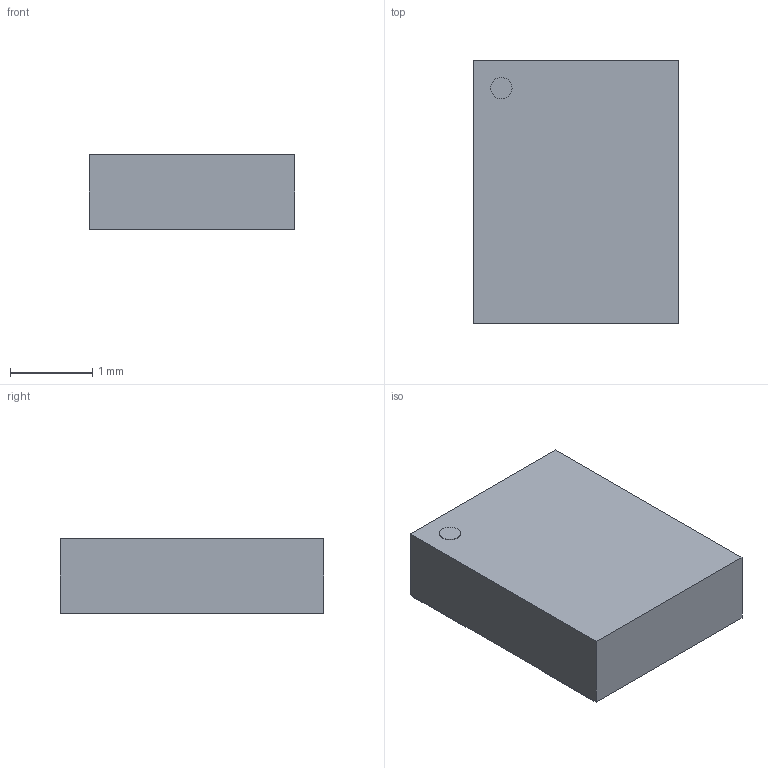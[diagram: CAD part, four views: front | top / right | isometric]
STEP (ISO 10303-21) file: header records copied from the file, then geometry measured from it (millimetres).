
FILE_DESCRIPTION(('FreeCAD Model'),'2;1');
FILE_NAME('Xtal-3_2x2_5.step', '2016-06-06T08:45:01',('Author'),(''), 'Open CASCADE STEP processor 6.8','FreeCAD','Unknown');
FILE_SCHEMA(('AUTOMOTIVE_DESIGN_CC2 { 1 2 10303 214 -1 1 5 4 }'));
Length unit declared in the file: inch
Products named in the file (7): ASSEMBLY; pad1; pad4; pad2; pad3; body; mark
Assembly tree (6 placements, depth 2):
  ASSEMBLY
    pad1
    pad4
    pad2
    pad3
    body
    mark
Bounding box: 2.5 x 3.2 x 0.92 mm (x, y, z)
Volume: 7.2 mm3; surface area: 32.1 mm2
Topology: 6 solids, 6 shells, 34 faces, 66 edges, 44 vertices
Faces by surface type: plane 33, cylinder 1
Full cylindrical faces by diameter (mm): 0.26 x1
Entity records: 1894 total; most frequent: CARTESIAN_POINT 283, DIRECTION 282, LINE 194, VECTOR 194, ORIENTED_EDGE 132, PCURVE 132, DEFINITIONAL_REPRESENTATION 132, EDGE_CURVE 66
